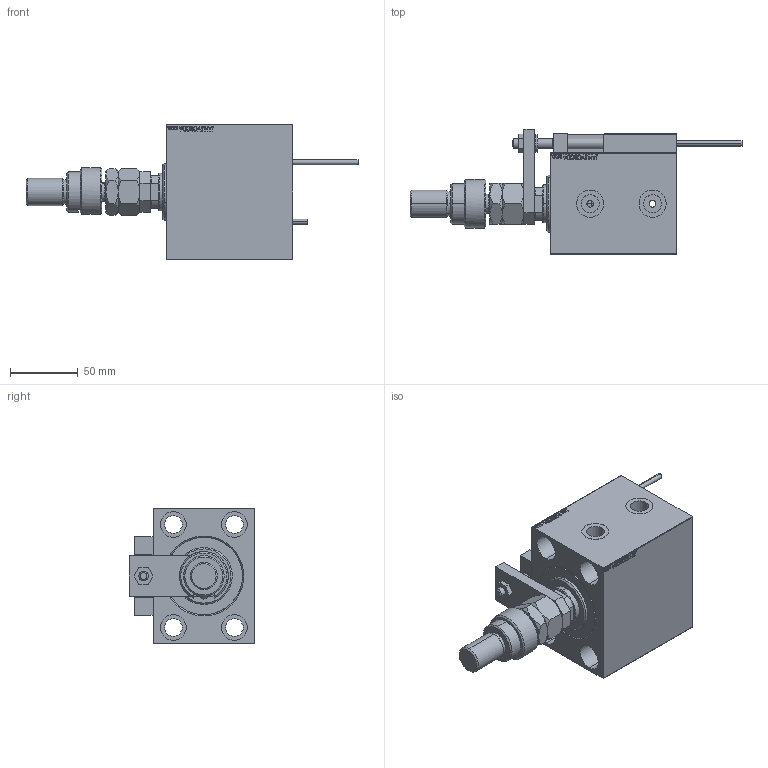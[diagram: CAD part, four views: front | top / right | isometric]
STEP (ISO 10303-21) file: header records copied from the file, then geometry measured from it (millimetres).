
FILE_DESCRIPTION (( 'STEP AP203' ), '1' );
FILE_NAME ('dfff.STEP', '2022-04-17T07:14:23', ( '' ), ( '' ), 'SwSTEP 2.0', 'SolidWorks 2019', '' );
FILE_SCHEMA (( 'CONFIG_CONTROL_DESIGN' ));
Length unit declared in the file: millimetre
Products named in the file (18): Block f85ddbc08f0c9c1d8e67e8f2f6a8d4c9; SWITCH_X_FRONT_BACK f85ddbc08f0c9c1d8e67e8f2f6a8d4c9; ALLEN BOLT D8 f85ddbc08f0c9c1d8e67e8f2f6a8d4c9; SWITCH X f85ddbc08f0c9c1d8e67e8f2f6a8d4c9; KONCOVKA f85ddbc08f0c9c1d8e67e8f2f6a8d4c9; X_Y_DFA f85ddbc08f0c9c1d8e67e8f2f6a8d4c9; ZARAZKA f85ddbc08f0c9c1d8e67e8f2f6a8d4c9; V450CM_VC_B f85ddbc08f0c9c1d8e67e8f2f6a8d4c9; SWITCH DIM B,W f85ddbc08f0c9c1d8e67e8f2f6a8d4c9; dfff; FEMALE_PART_FOR_DFA f85ddbc08f0c9c1d8e67e8f2f6a8d4c9; NUT_D12 f85ddbc08f0c9c1d8e67e8f2f6a8d4c9; V450CM_C_VCP f85ddbc08f0c9c1d8e67e8f2f6a8d4c9; ALLEN BOLT D5 f85ddbc08f0c9c1d8e67e8f2f6a8d4c9; MFA f85ddbc08f0c9c1d8e67e8f2f6a8d4c9; MAGNET f85ddbc08f0c9c1d8e67e8f2f6a8d4c9; TYC_L79 f85ddbc08f0c9c1d8e67e8f2f6a8d4c9; V450CM_C_Body f85ddbc08f0c9c1d8e67e8f2f6a8d4c9
Assembly tree (27 placements, depth 3):
  dfff
    V450CM_C_Body f85ddbc08f0c9c1d8e67e8f2f6a8d4c9
    SWITCH X f85ddbc08f0c9c1d8e67e8f2f6a8d4c9
      SWITCH_X_FRONT_BACK f85ddbc08f0c9c1d8e67e8f2f6a8d4c9  x2
      TYC_L79 f85ddbc08f0c9c1d8e67e8f2f6a8d4c9
      Block f85ddbc08f0c9c1d8e67e8f2f6a8d4c9  x2
      ALLEN BOLT D5 f85ddbc08f0c9c1d8e67e8f2f6a8d4c9  x4
      ALLEN BOLT D8 f85ddbc08f0c9c1d8e67e8f2f6a8d4c9  x4
      MAGNET f85ddbc08f0c9c1d8e67e8f2f6a8d4c9  x2
      KONCOVKA f85ddbc08f0c9c1d8e67e8f2f6a8d4c9  x2
    NUT_D12 f85ddbc08f0c9c1d8e67e8f2f6a8d4c9
    SWITCH DIM B,W f85ddbc08f0c9c1d8e67e8f2f6a8d4c9
    ZARAZKA f85ddbc08f0c9c1d8e67e8f2f6a8d4c9
    V450CM_C_VCP f85ddbc08f0c9c1d8e67e8f2f6a8d4c9
    V450CM_VC_B f85ddbc08f0c9c1d8e67e8f2f6a8d4c9
    X_Y_DFA f85ddbc08f0c9c1d8e67e8f2f6a8d4c9
      FEMALE_PART_FOR_DFA f85ddbc08f0c9c1d8e67e8f2f6a8d4c9
      MFA f85ddbc08f0c9c1d8e67e8f2f6a8d4c9
Bounding box: 245 x 92.5 x 100 mm (x, y, z)
Volume: 701930.2 mm3; surface area: 133290.5 mm2
Topology: 25 solids, 25 shells, 1384 faces, 3288 edges, 2091 vertices
Faces by surface type: plane 593, bspline 380, cylinder 213, cone 146, torus 48, sphere 4
Entity records: 53620 total; most frequent: CARTESIAN_POINT 26854, ORIENTED_EDGE 5596, DIRECTION 3930, EDGE_CURVE 2798, VERTEX_POINT 1815, VECTOR 1556, LINE 1556, EDGE_LOOP 1305
